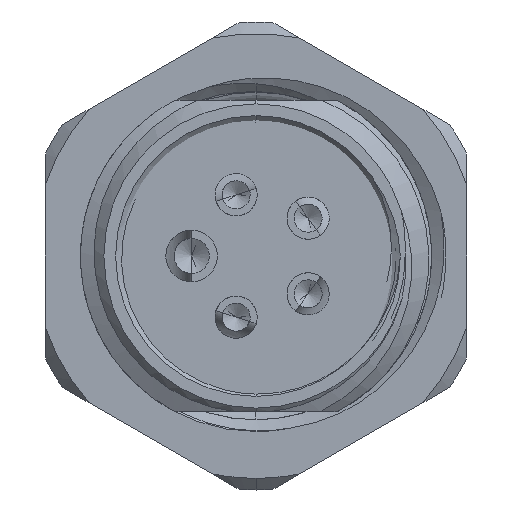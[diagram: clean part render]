
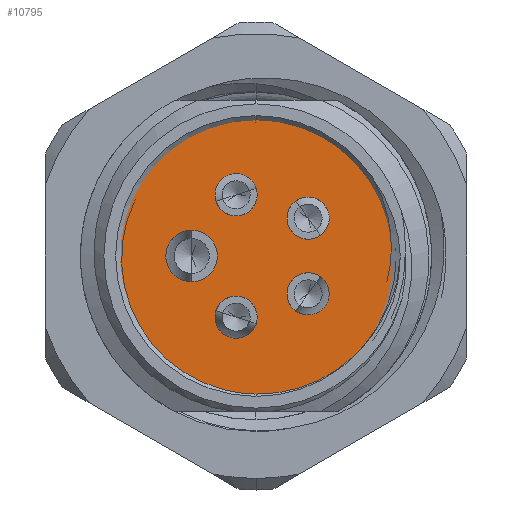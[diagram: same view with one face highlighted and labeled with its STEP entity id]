
A CAD part, left-side view. The second image highlights one B-rep face of the part: STEP entity #10795.
In plain terms, the highlighted face is planar.
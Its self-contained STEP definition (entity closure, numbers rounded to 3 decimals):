
#210 = DIRECTION ( 'NONE',  ( 0., 0., -1. ) ) ;
#215 = ORIENTED_EDGE ( 'NONE', *, *, #3369, .F. ) ;
#283 = FACE_BOUND ( 'NONE', #1967, .T. ) ;
#336 = AXIS2_PLACEMENT_3D ( 'NONE', #6440, #3523, #5250 ) ;
#373 = EDGE_CURVE ( 'NONE', #6015, #10296, #6806, .T. ) ;
#536 = CIRCLE ( 'NONE', #336, 6. ) ;
#636 = DIRECTION ( 'NONE',  ( 1., 0., 0. ) ) ;
#688 = CIRCLE ( 'NONE', #10963, 0.9 ) ;
#1116 = AXIS2_PLACEMENT_3D ( 'NONE', #7763, #5851, #11862 ) ;
#1133 = EDGE_LOOP ( 'NONE', ( #6001, #10612 ) ) ;
#1336 = DIRECTION ( 'NONE',  ( 1., 0., 0. ) ) ;
#1426 = DIRECTION ( 'NONE',  ( 0., 0., -1. ) ) ;
#1434 = ORIENTED_EDGE ( 'NONE', *, *, #12055, .F. ) ;
#1570 = EDGE_LOOP ( 'NONE', ( #8368, #2543 ) ) ;
#1626 = CARTESIAN_POINT ( 'NONE',  ( 13., 0.85, 1.715 ) ) ;
#1967 = EDGE_LOOP ( 'NONE', ( #9132, #2050 ) ) ;
#1981 = ORIENTED_EDGE ( 'NONE', *, *, #9560, .F. ) ;
#2050 = ORIENTED_EDGE ( 'NONE', *, *, #10260, .F. ) ;
#2121 = DIRECTION ( 'NONE',  ( 1., 0., 0. ) ) ;
#2257 = DIRECTION ( 'NONE',  ( 0., 0., -1. ) ) ;
#2280 = EDGE_CURVE ( 'NONE', #8506, #7765, #2810, .T. ) ;
#2443 = VERTEX_POINT ( 'NONE', #4169 ) ;
#2469 = EDGE_CURVE ( 'NONE', #9764, #3462, #7271, .T. ) ;
#2473 = EDGE_LOOP ( 'NONE', ( #215, #1434 ) ) ;
#2543 = ORIENTED_EDGE ( 'NONE', *, *, #7909, .F. ) ;
#2602 = ORIENTED_EDGE ( 'NONE', *, *, #11935, .F. ) ;
#2810 = CIRCLE ( 'NONE', #11836, 1.1 ) ;
#3063 = CIRCLE ( 'NONE', #6668, 0.9 ) ;
#3237 = DIRECTION ( 'NONE',  ( 1., 0., 0. ) ) ;
#3259 = AXIS2_PLACEMENT_3D ( 'NONE', #11313, #3237, #7270 ) ;
#3309 = FACE_BOUND ( 'NONE', #3587, .T. ) ;
#3369 = EDGE_CURVE ( 'NONE', #12074, #10885, #3063, .T. ) ;
#3378 = CARTESIAN_POINT ( 'NONE',  ( 13., 0., 0. ) ) ;
#3417 = CIRCLE ( 'NONE', #12000, 0.9 ) ;
#3437 = DIRECTION ( 'NONE',  ( 0., 0., 1. ) ) ;
#3450 = CARTESIAN_POINT ( 'NONE',  ( 13., -2.225, 1.616 ) ) ;
#3462 = VERTEX_POINT ( 'NONE', #10741 ) ;
#3523 = DIRECTION ( 'NONE',  ( -1., 0., 0. ) ) ;
#3570 = DIRECTION ( 'NONE',  ( 0., 0., -1. ) ) ;
#3587 = EDGE_LOOP ( 'NONE', ( #9150, #2602 ) ) ;
#4062 = VERTEX_POINT ( 'NONE', #9967 ) ;
#4091 = DIRECTION ( 'NONE',  ( 1., 0., 0. ) ) ;
#4169 = CARTESIAN_POINT ( 'NONE',  ( 13., -2.225, 2.516 ) ) ;
#4177 = CIRCLE ( 'NONE', #7351, 1.1 ) ;
#4275 = CIRCLE ( 'NONE', #6795, 0.9 ) ;
#4371 = FACE_BOUND ( 'NONE', #11153, .T. ) ;
#4530 = CARTESIAN_POINT ( 'NONE',  ( 13., 0.85, 2.615 ) ) ;
#4542 = DIRECTION ( 'NONE',  ( 0., 0., -1. ) ) ;
#4821 = CARTESIAN_POINT ( 'NONE',  ( 13., 2.75, 1.1 ) ) ;
#5153 = FACE_BOUND ( 'NONE', #1570, .T. ) ;
#5250 = DIRECTION ( 'NONE',  ( 0., 0., 1. ) ) ;
#5291 = FACE_OUTER_BOUND ( 'NONE', #1133, .T. ) ;
#5616 = DIRECTION ( 'NONE',  ( 1., 0., 0. ) ) ;
#5851 = DIRECTION ( 'NONE',  ( -1., 0., 0. ) ) ;
#6001 = ORIENTED_EDGE ( 'NONE', *, *, #6520, .F. ) ;
#6015 = VERTEX_POINT ( 'NONE', #10039 ) ;
#6144 = DIRECTION ( 'NONE',  ( 0., 0., -1. ) ) ;
#6440 = CARTESIAN_POINT ( 'NONE',  ( 13., 0., 0. ) ) ;
#6477 = CARTESIAN_POINT ( 'NONE',  ( 13., -2.225, -2.516 ) ) ;
#6485 = CARTESIAN_POINT ( 'NONE',  ( 13., 2.75, 0. ) ) ;
#6520 = EDGE_CURVE ( 'NONE', #10296, #6015, #536, .T. ) ;
#6668 = AXIS2_PLACEMENT_3D ( 'NONE', #4530, #636, #1426 ) ;
#6795 = AXIS2_PLACEMENT_3D ( 'NONE', #12152, #4091, #6144 ) ;
#6806 = CIRCLE ( 'NONE', #1116, 6. ) ;
#6809 = DIRECTION ( 'NONE',  ( 1., 0., 0. ) ) ;
#7270 = DIRECTION ( 'NONE',  ( 0., 0., -1. ) ) ;
#7271 = CIRCLE ( 'NONE', #3259, 0.9 ) ;
#7351 = AXIS2_PLACEMENT_3D ( 'NONE', #8046, #2121, #9163 ) ;
#7458 = DIRECTION ( 'NONE',  ( 1., 0., 0. ) ) ;
#7475 = DIRECTION ( 'NONE',  ( 1., 0., 0. ) ) ;
#7480 = CIRCLE ( 'NONE', #10793, 0.9 ) ;
#7763 = CARTESIAN_POINT ( 'NONE',  ( 13., 0., 0. ) ) ;
#7765 = VERTEX_POINT ( 'NONE', #4821 ) ;
#7875 = EDGE_CURVE ( 'NONE', #12755, #4062, #688, .T. ) ;
#7909 = EDGE_CURVE ( 'NONE', #3462, #9764, #4275, .T. ) ;
#8046 = CARTESIAN_POINT ( 'NONE',  ( 13., 2.75, 0. ) ) ;
#8321 = PLANE ( 'NONE',  #12085 ) ;
#8368 = ORIENTED_EDGE ( 'NONE', *, *, #2469, .F. ) ;
#8506 = VERTEX_POINT ( 'NONE', #11007 ) ;
#8894 = CARTESIAN_POINT ( 'NONE',  ( 13., -2.225, 1.616 ) ) ;
#9042 = ORIENTED_EDGE ( 'NONE', *, *, #2280, .F. ) ;
#9132 = ORIENTED_EDGE ( 'NONE', *, *, #9425, .F. ) ;
#9150 = ORIENTED_EDGE ( 'NONE', *, *, #7875, .F. ) ;
#9163 = DIRECTION ( 'NONE',  ( 0., 0., -1. ) ) ;
#9182 = CIRCLE ( 'NONE', #10005, 0.9 ) ;
#9315 = CARTESIAN_POINT ( 'NONE',  ( 13., 0., 6. ) ) ;
#9332 = VERTEX_POINT ( 'NONE', #9743 ) ;
#9357 = CARTESIAN_POINT ( 'NONE',  ( 13., 0.85, -2.615 ) ) ;
#9371 = FACE_BOUND ( 'NONE', #2473, .T. ) ;
#9425 = EDGE_CURVE ( 'NONE', #9332, #2443, #10532, .T. ) ;
#9436 = DIRECTION ( 'NONE',  ( -1., 0., 0. ) ) ;
#9509 = DIRECTION ( 'NONE',  ( 0., 0., -1. ) ) ;
#9560 = EDGE_CURVE ( 'NONE', #7765, #8506, #4177, .T. ) ;
#9606 = CARTESIAN_POINT ( 'NONE',  ( 13., 0.85, 2.615 ) ) ;
#9625 = DIRECTION ( 'NONE',  ( 0., 0., -1. ) ) ;
#9699 = AXIS2_PLACEMENT_3D ( 'NONE', #8894, #6809, #3570 ) ;
#9723 = DIRECTION ( 'NONE',  ( 1., 0., 0. ) ) ;
#9743 = CARTESIAN_POINT ( 'NONE',  ( 13., -2.225, 0.716 ) ) ;
#9764 = VERTEX_POINT ( 'NONE', #6477 ) ;
#9967 = CARTESIAN_POINT ( 'NONE',  ( 13., 0.85, -1.715 ) ) ;
#10005 = AXIS2_PLACEMENT_3D ( 'NONE', #3450, #1336, #9509 ) ;
#10039 = CARTESIAN_POINT ( 'NONE',  ( 13., 0., -6. ) ) ;
#10260 = EDGE_CURVE ( 'NONE', #2443, #9332, #9182, .T. ) ;
#10296 = VERTEX_POINT ( 'NONE', #9315 ) ;
#10532 = CIRCLE ( 'NONE', #9699, 0.9 ) ;
#10591 = CARTESIAN_POINT ( 'NONE',  ( 13., 0.85, -2.615 ) ) ;
#10612 = ORIENTED_EDGE ( 'NONE', *, *, #373, .F. ) ;
#10741 = CARTESIAN_POINT ( 'NONE',  ( 13., -2.225, -0.716 ) ) ;
#10793 = AXIS2_PLACEMENT_3D ( 'NONE', #9606, #9723, #4542 ) ;
#10795 = ADVANCED_FACE ( 'NONE', ( #4371, #3309, #5153, #283, #9371, #5291 ), #8321, .F. ) ;
#10885 = VERTEX_POINT ( 'NONE', #12356 ) ;
#10963 = AXIS2_PLACEMENT_3D ( 'NONE', #10591, #5616, #9625 ) ;
#11007 = CARTESIAN_POINT ( 'NONE',  ( 13., 2.75, -1.1 ) ) ;
#11153 = EDGE_LOOP ( 'NONE', ( #9042, #1981 ) ) ;
#11313 = CARTESIAN_POINT ( 'NONE',  ( 13., -2.225, -1.616 ) ) ;
#11728 = CARTESIAN_POINT ( 'NONE',  ( 13., 0.85, -3.515 ) ) ;
#11836 = AXIS2_PLACEMENT_3D ( 'NONE', #6485, #7475, #2257 ) ;
#11862 = DIRECTION ( 'NONE',  ( 0., 0., 1. ) ) ;
#11935 = EDGE_CURVE ( 'NONE', #4062, #12755, #3417, .T. ) ;
#12000 = AXIS2_PLACEMENT_3D ( 'NONE', #9357, #7458, #210 ) ;
#12055 = EDGE_CURVE ( 'NONE', #10885, #12074, #7480, .T. ) ;
#12074 = VERTEX_POINT ( 'NONE', #1626 ) ;
#12085 = AXIS2_PLACEMENT_3D ( 'NONE', #3378, #9436, #3437 ) ;
#12152 = CARTESIAN_POINT ( 'NONE',  ( 13., -2.225, -1.616 ) ) ;
#12356 = CARTESIAN_POINT ( 'NONE',  ( 13., 0.85, 3.515 ) ) ;
#12755 = VERTEX_POINT ( 'NONE', #11728 ) ;
